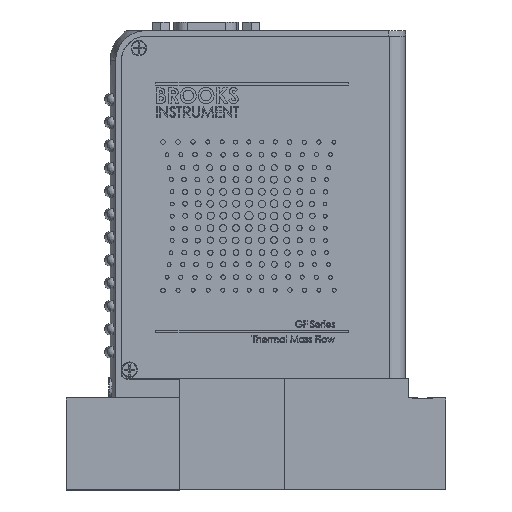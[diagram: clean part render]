
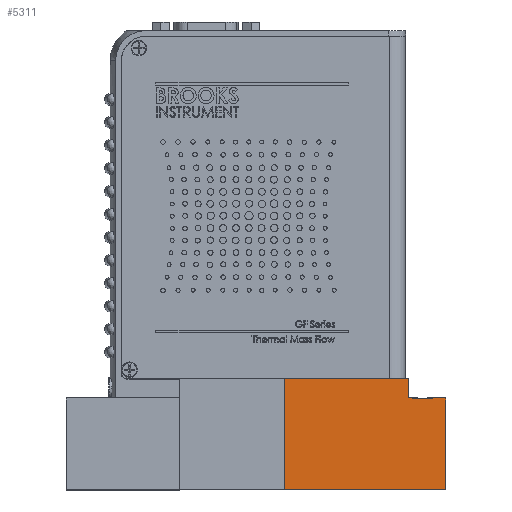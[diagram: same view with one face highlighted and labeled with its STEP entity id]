
A CAD part, top view. The second image highlights one B-rep face of the part: STEP entity #5311.
In plain terms, the highlighted planar face has unit normal (0, 0, 1).
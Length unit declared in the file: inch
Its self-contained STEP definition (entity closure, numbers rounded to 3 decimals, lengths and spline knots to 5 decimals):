
#1220 = DIRECTION ( 'NONE',  ( 0., -1., 0. ) ) ;
#1369 = EDGE_CURVE ( 'NONE', #52970, #45955, #48710, .T. ) ;
#1990 = LINE ( 'NONE', #52609, #64102 ) ;
#2986 = EDGE_CURVE ( 'NONE', #30459, #20321, #1990, .T. ) ;
#4640 = VECTOR ( 'NONE', #1220, 39.37008 ) ;
#5311 = ADVANCED_FACE ( 'NONE', ( #58976 ), #7214, .F. ) ;
#5605 = CARTESIAN_POINT ( 'NONE',  ( 1.43493, 0.88108, 0.56 ) ) ;
#6176 = DIRECTION ( 'NONE',  ( 0., 1., 0. ) ) ;
#7214 = PLANE ( 'NONE',  #49414 ) ;
#7602 = VECTOR ( 'NONE', #29804, 39.37008 ) ;
#8005 = CARTESIAN_POINT ( 'NONE',  ( 1.43493, 0.88108, 0.56 ) ) ;
#8568 = EDGE_CURVE ( 'NONE', #33598, #76647, #15386, .T. ) ;
#8948 = ORIENTED_EDGE ( 'NONE', *, *, #8568, .T. ) ;
#9127 = ORIENTED_EDGE ( 'NONE', *, *, #9187, .T. ) ;
#9187 = EDGE_CURVE ( 'NONE', #30459, #45955, #37652, .T. ) ;
#9288 = CARTESIAN_POINT ( 'NONE',  ( -0.31907, 0.87108, 0.56 ) ) ;
#9703 = VERTEX_POINT ( 'NONE', #37881 ) ;
#10207 = LINE ( 'NONE', #24319, #43193 ) ;
#14615 = EDGE_CURVE ( 'NONE', #20321, #76647, #27355, .T. ) ;
#14841 = ORIENTED_EDGE ( 'NONE', *, *, #1369, .F. ) ;
#15386 = LINE ( 'NONE', #27184, #79471 ) ;
#15453 = DIRECTION ( 'NONE',  ( 1., 0., 0. ) ) ;
#15754 = VECTOR ( 'NONE', #21813, 39.37008 ) ;
#18956 = VERTEX_POINT ( 'NONE', #70557 ) ;
#19727 = CARTESIAN_POINT ( 'NONE',  ( -0.31907, 1.08808, 0.56 ) ) ;
#20321 = VERTEX_POINT ( 'NONE', #8005 ) ;
#20475 = ORIENTED_EDGE ( 'NONE', *, *, #30053, .F. ) ;
#20618 = LINE ( 'NONE', #5605, #37102 ) ;
#21813 = DIRECTION ( 'NONE',  ( 1., 0., 0. ) ) ;
#24319 = CARTESIAN_POINT ( 'NONE',  ( -0.31907, 1.08808, 0.56 ) ) ;
#25115 = DIRECTION ( 'NONE',  ( 0., -1., 0. ) ) ;
#25906 = EDGE_CURVE ( 'NONE', #45995, #63534, #56111, .T. ) ;
#25983 = DIRECTION ( 'NONE',  ( -1., 0., 0. ) ) ;
#27184 = CARTESIAN_POINT ( 'NONE',  ( -0.31907, -0.11892, 0.56 ) ) ;
#27355 = LINE ( 'NONE', #56013, #58405 ) ;
#29804 = DIRECTION ( 'NONE',  ( 1., 0., 0. ) ) ;
#30053 = EDGE_CURVE ( 'NONE', #18956, #63534, #44499, .T. ) ;
#30459 = VERTEX_POINT ( 'NONE', #40908 ) ;
#32141 = EDGE_CURVE ( 'NONE', #52970, #9703, #49188, .T. ) ;
#33396 = CARTESIAN_POINT ( 'NONE',  ( 1.02593, 0.88108, 0.56 ) ) ;
#33598 = VERTEX_POINT ( 'NONE', #48751 ) ;
#37102 = VECTOR ( 'NONE', #49001, 39.37008 ) ;
#37652 = LINE ( 'NONE', #75580, #4640 ) ;
#37881 = CARTESIAN_POINT ( 'NONE',  ( 1.07127, 0.88108, 0.56 ) ) ;
#40908 = CARTESIAN_POINT ( 'NONE',  ( 1.29059, 0.88108, 0.56 ) ) ;
#42019 = EDGE_CURVE ( 'NONE', #18956, #33598, #10207, .T. ) ;
#43193 = VECTOR ( 'NONE', #73416, 39.37008 ) ;
#43614 = ORIENTED_EDGE ( 'NONE', *, *, #25906, .T. ) ;
#44499 = LINE ( 'NONE', #72955, #7602 ) ;
#45829 = DIRECTION ( 'NONE',  ( 0., 1., 0. ) ) ;
#45955 = VERTEX_POINT ( 'NONE', #56580 ) ;
#45995 = VERTEX_POINT ( 'NONE', #57395 ) ;
#47308 = EDGE_CURVE ( 'NONE', #45995, #9703, #20618, .T. ) ;
#48710 = LINE ( 'NONE', #9288, #15754 ) ;
#48751 = CARTESIAN_POINT ( 'NONE',  ( -0.31907, -0.11892, 0.56 ) ) ;
#48989 = ORIENTED_EDGE ( 'NONE', *, *, #32141, .T. ) ;
#49001 = DIRECTION ( 'NONE',  ( 1., 0., 0. ) ) ;
#49188 = LINE ( 'NONE', #80553, #80302 ) ;
#49414 = AXIS2_PLACEMENT_3D ( 'NONE', #19727, #63125, #25983 ) ;
#49522 = ORIENTED_EDGE ( 'NONE', *, *, #2986, .F. ) ;
#52609 = CARTESIAN_POINT ( 'NONE',  ( 1.43493, 0.88108, 0.56 ) ) ;
#52970 = VERTEX_POINT ( 'NONE', #77216 ) ;
#56013 = CARTESIAN_POINT ( 'NONE',  ( 1.43493, 1.08808, 0.56 ) ) ;
#56111 = LINE ( 'NONE', #33396, #70704 ) ;
#56580 = CARTESIAN_POINT ( 'NONE',  ( 1.29059, 0.87108, 0.56 ) ) ;
#57395 = CARTESIAN_POINT ( 'NONE',  ( 1.02593, 0.88108, 0.56 ) ) ;
#58405 = VECTOR ( 'NONE', #25115, 39.37008 ) ;
#58976 = FACE_OUTER_BOUND ( 'NONE', #68130, .T. ) ;
#61457 = CARTESIAN_POINT ( 'NONE',  ( 1.02593, 1.08808, 0.56 ) ) ;
#63125 = DIRECTION ( 'NONE',  ( 0., 0., -1. ) ) ;
#63534 = VERTEX_POINT ( 'NONE', #61457 ) ;
#64102 = VECTOR ( 'NONE', #15453, 39.37008 ) ;
#68130 = EDGE_LOOP ( 'NONE', ( #14841, #48989, #72724, #43614, #20475, #74610, #8948, #74213, #49522, #9127 ) ) ;
#70557 = CARTESIAN_POINT ( 'NONE',  ( -0.31907, 1.08808, 0.56 ) ) ;
#70704 = VECTOR ( 'NONE', #45829, 39.37008 ) ;
#72724 = ORIENTED_EDGE ( 'NONE', *, *, #47308, .F. ) ;
#72955 = CARTESIAN_POINT ( 'NONE',  ( -0.31907, 1.08808, 0.56 ) ) ;
#73416 = DIRECTION ( 'NONE',  ( 0., -1., 0. ) ) ;
#74213 = ORIENTED_EDGE ( 'NONE', *, *, #14615, .F. ) ;
#74610 = ORIENTED_EDGE ( 'NONE', *, *, #42019, .T. ) ;
#75580 = CARTESIAN_POINT ( 'NONE',  ( 1.29059, 0.87108, 0.56 ) ) ;
#76647 = VERTEX_POINT ( 'NONE', #76711 ) ;
#76711 = CARTESIAN_POINT ( 'NONE',  ( 1.43493, -0.11892, 0.56 ) ) ;
#76843 = DIRECTION ( 'NONE',  ( 1., 0., 0. ) ) ;
#77216 = CARTESIAN_POINT ( 'NONE',  ( 1.07127, 0.87108, 0.56 ) ) ;
#79471 = VECTOR ( 'NONE', #76843, 39.37008 ) ;
#80302 = VECTOR ( 'NONE', #6176, 39.37008 ) ;
#80553 = CARTESIAN_POINT ( 'NONE',  ( 1.07127, 0.87108, 0.56 ) ) ;
